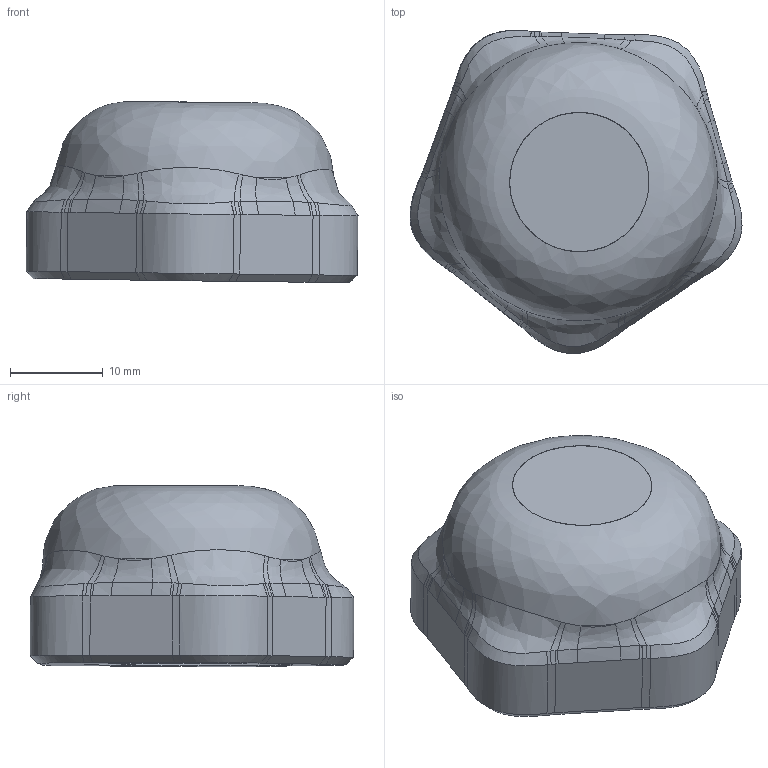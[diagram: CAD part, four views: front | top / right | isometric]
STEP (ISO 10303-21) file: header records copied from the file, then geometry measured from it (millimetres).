
FILE_DESCRIPTION(/* description */ (''),/* implementation_level */ '2;1');
FILE_NAME(/* name */ 'Screwcap_Mini_Tensioner_Cap.step',/* time_stamp */ '2024-06-18T21:24:50-04:00',/* author */ (''),/* organization */ (''),/* preprocessor_version */ 'ST-DEVELOPER v20',/* originating_system */ 'Autodesk Translation Framework v13.14.0.145',/* authorisation */ '');
FILE_SCHEMA (('AUTOMOTIVE_DESIGN { 1 0 10303 214 3 1 1 }'));
Length unit declared in the file: millimetre
Products named in the file (2): (Unsaved); Screwcap Mini Tensioner
Assembly tree (1 placements, depth 2):
  (Unsaved)
    Screwcap Mini Tensioner
Bounding box: 35.75 x 34.83 x 19.52 mm (x, y, z)
Volume: 7403.4 mm3; surface area: 4998.7 mm2
Topology: 1 solids, 1 shells, 179 faces, 445 edges, 270 vertices
Faces by surface type: bspline 152, plane 14, cylinder 11, cone 1, torus 1
Full cylindrical faces by diameter (mm): 15 x1, 21.002 x2, 24.349 x3, 25 x1
Entity records: 9750 total; most frequent: CARTESIAN_POINT 6454, ORIENTED_EDGE 890, EDGE_CURVE 445, DIRECTION 276, B_SPLINE_CURVE_WITH_KNOTS 271, VERTEX_POINT 270, EDGE_LOOP 181, FACE_OUTER_BOUND 179
